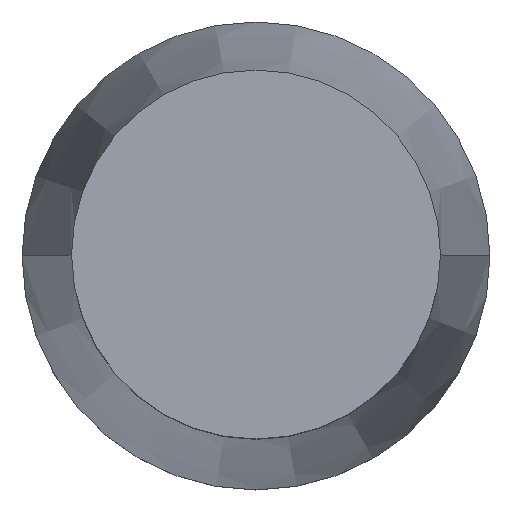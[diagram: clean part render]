
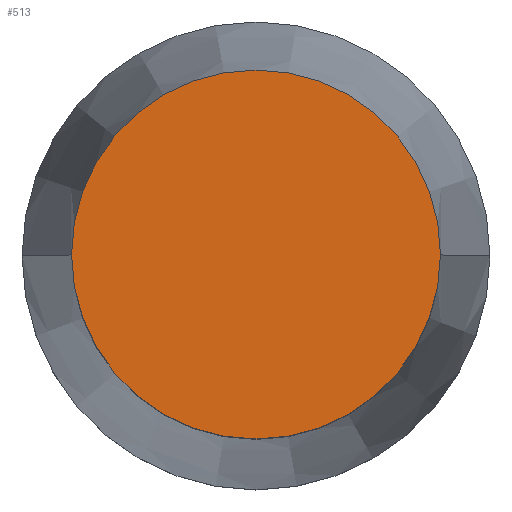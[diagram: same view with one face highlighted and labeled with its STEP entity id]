
A CAD part, top view. The second image highlights one B-rep face of the part: STEP entity #513.
In plain terms, the highlighted planar face has unit normal (0, 0, 1).
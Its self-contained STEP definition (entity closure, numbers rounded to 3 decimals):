
#119 = FACE_OUTER_BOUND ( 'NONE', #389, .T. ) ;
#176 = AXIS2_PLACEMENT_3D ( 'NONE', #685, #588, #636 ) ;
#178 = VERTEX_POINT ( 'NONE', #687 ) ;
#244 = AXIS2_PLACEMENT_3D ( 'NONE', #364, #431, #293 ) ;
#277 = EDGE_CURVE ( 'NONE', #178, #460, #310, .T. ) ;
#293 = DIRECTION ( 'NONE',  ( 1., 0., 0. ) ) ;
#307 = AXIS2_PLACEMENT_3D ( 'NONE', #594, #412, #407 ) ;
#310 = CIRCLE ( 'NONE', #307, 10.25 ) ;
#355 = EDGE_CURVE ( 'NONE', #460, #178, #561, .T. ) ;
#364 = CARTESIAN_POINT ( 'NONE',  ( 0., 0., 0. ) ) ;
#388 = ORIENTED_EDGE ( 'NONE', *, *, #277, .T. ) ;
#389 = EDGE_LOOP ( 'NONE', ( #388, #518 ) ) ;
#407 = DIRECTION ( 'NONE',  ( 1., 0., 0. ) ) ;
#412 = DIRECTION ( 'NONE',  ( 0., 0., 1. ) ) ;
#431 = DIRECTION ( 'NONE',  ( 0., 0., 1. ) ) ;
#460 = VERTEX_POINT ( 'NONE', #656 ) ;
#513 = ADVANCED_FACE ( 'NONE', ( #119 ), #666, .F. ) ;
#518 = ORIENTED_EDGE ( 'NONE', *, *, #355, .T. ) ;
#561 = CIRCLE ( 'NONE', #244, 10.25 ) ;
#588 = DIRECTION ( 'NONE',  ( 0., 0., -1. ) ) ;
#594 = CARTESIAN_POINT ( 'NONE',  ( 0., 0., 0. ) ) ;
#636 = DIRECTION ( 'NONE',  ( -1., 0., 0. ) ) ;
#656 = CARTESIAN_POINT ( 'NONE',  ( -10.25, 0., 0. ) ) ;
#666 = PLANE ( 'NONE',  #176 ) ;
#685 = CARTESIAN_POINT ( 'NONE',  ( 0., 0., 0. ) ) ;
#687 = CARTESIAN_POINT ( 'NONE',  ( 10.25, 0., 0. ) ) ;
